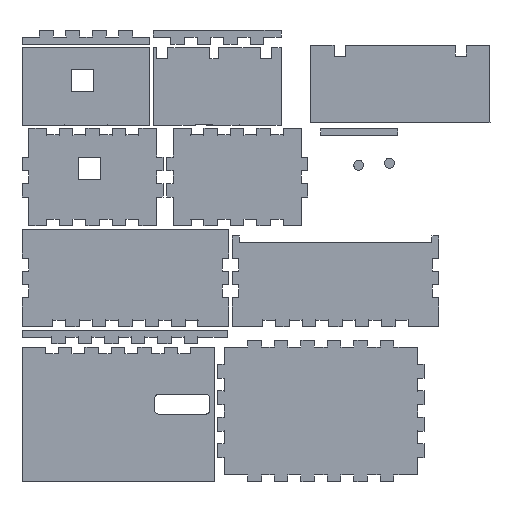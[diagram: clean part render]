
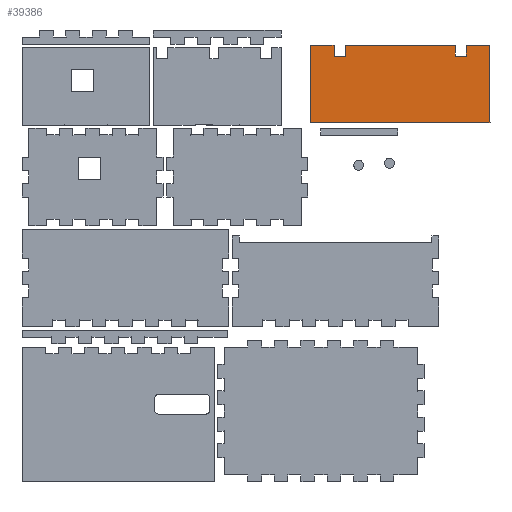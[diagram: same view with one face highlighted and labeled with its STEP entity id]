
A CAD part, top view. The second image highlights one B-rep face of the part: STEP entity #39386.
In plain terms, the highlighted planar face has unit normal (0, 0, 1).
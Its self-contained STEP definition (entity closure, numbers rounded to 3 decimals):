
#1840=FACE_OUTER_BOUND('',#3767,.T.);
#3767=EDGE_LOOP('',(#34846,#34847,#34848,#34849,#34850,#34851,#34852,#34853,
#34854,#34855,#34856,#34857));
#9132=LINE('',#61182,#14793);
#9135=LINE('',#61188,#14796);
#9138=LINE('',#61194,#14799);
#9141=LINE('',#61200,#14802);
#9144=LINE('',#61206,#14805);
#9147=LINE('',#61212,#14808);
#9150=LINE('',#61218,#14811);
#9153=LINE('',#61224,#14814);
#9156=LINE('',#61230,#14817);
#9159=LINE('',#61236,#14820);
#9162=LINE('',#61242,#14823);
#9165=LINE('',#61246,#14826);
#14793=VECTOR('',#50254,10.);
#14796=VECTOR('',#50259,10.);
#14799=VECTOR('',#50264,10.);
#14802=VECTOR('',#50269,10.);
#14805=VECTOR('',#50274,10.);
#14808=VECTOR('',#50279,10.);
#14811=VECTOR('',#50284,10.);
#14814=VECTOR('',#50289,10.);
#14817=VECTOR('',#50294,10.);
#14820=VECTOR('',#50299,10.);
#14823=VECTOR('',#50304,10.);
#14826=VECTOR('',#50309,10.);
#18405=VERTEX_POINT('',#61179);
#18406=VERTEX_POINT('',#61181);
#18408=VERTEX_POINT('',#61187);
#18410=VERTEX_POINT('',#61193);
#18412=VERTEX_POINT('',#61199);
#18414=VERTEX_POINT('',#61205);
#18416=VERTEX_POINT('',#61211);
#18418=VERTEX_POINT('',#61217);
#18420=VERTEX_POINT('',#61223);
#18422=VERTEX_POINT('',#61229);
#18424=VERTEX_POINT('',#61235);
#18426=VERTEX_POINT('',#61241);
#23904=EDGE_CURVE('',#18406,#18405,#9132,.T.);
#23907=EDGE_CURVE('',#18408,#18406,#9135,.T.);
#23910=EDGE_CURVE('',#18410,#18408,#9138,.T.);
#23913=EDGE_CURVE('',#18412,#18410,#9141,.T.);
#23916=EDGE_CURVE('',#18414,#18412,#9144,.T.);
#23919=EDGE_CURVE('',#18416,#18414,#9147,.T.);
#23922=EDGE_CURVE('',#18418,#18416,#9150,.T.);
#23925=EDGE_CURVE('',#18420,#18418,#9153,.T.);
#23928=EDGE_CURVE('',#18422,#18420,#9156,.T.);
#23931=EDGE_CURVE('',#18424,#18422,#9159,.T.);
#23934=EDGE_CURVE('',#18426,#18424,#9162,.T.);
#23937=EDGE_CURVE('',#18405,#18426,#9165,.T.);
#34846=ORIENTED_EDGE('',*,*,#23937,.T.);
#34847=ORIENTED_EDGE('',*,*,#23934,.T.);
#34848=ORIENTED_EDGE('',*,*,#23931,.T.);
#34849=ORIENTED_EDGE('',*,*,#23928,.T.);
#34850=ORIENTED_EDGE('',*,*,#23925,.T.);
#34851=ORIENTED_EDGE('',*,*,#23922,.T.);
#34852=ORIENTED_EDGE('',*,*,#23919,.T.);
#34853=ORIENTED_EDGE('',*,*,#23916,.T.);
#34854=ORIENTED_EDGE('',*,*,#23913,.T.);
#34855=ORIENTED_EDGE('',*,*,#23910,.T.);
#34856=ORIENTED_EDGE('',*,*,#23907,.T.);
#34857=ORIENTED_EDGE('',*,*,#23904,.T.);
#37467=PLANE('',#41343);
#39386=ADVANCED_FACE('',(#1840),#37467,.T.);
#41343=AXIS2_PLACEMENT_3D('',#61247,#50310,#50311);
#50254=DIRECTION('',(-1.,0.,0.));
#50259=DIRECTION('',(0.,1.,0.));
#50264=DIRECTION('',(1.,0.,0.));
#50269=DIRECTION('',(0.,-1.,0.));
#50274=DIRECTION('',(-1.,0.,0.));
#50279=DIRECTION('',(0.,1.,0.));
#50284=DIRECTION('',(-1.,0.,0.));
#50289=DIRECTION('',(0.,-1.,0.));
#50294=DIRECTION('',(-1.,0.,0.));
#50299=DIRECTION('',(0.,1.,0.));
#50304=DIRECTION('',(-1.,0.,0.));
#50309=DIRECTION('',(0.,-1.,0.));
#50310=DIRECTION('center_axis',(0.,0.,1.));
#50311=DIRECTION('ref_axis',(1.,0.,0.));
#61179=CARTESIAN_POINT('',(330.739,316.604,3.));
#61181=CARTESIAN_POINT('',(341.418,316.6,3.));
#61182=CARTESIAN_POINT('',(259.989,316.629,3.));
#61187=CARTESIAN_POINT('',(341.418,281.429,3.));
#61188=CARTESIAN_POINT('',(341.418,316.6,3.));
#61193=CARTESIAN_POINT('',(259.989,281.429,3.));
#61194=CARTESIAN_POINT('',(341.418,281.429,3.));
#61199=CARTESIAN_POINT('',(259.989,316.629,3.));
#61200=CARTESIAN_POINT('',(259.989,281.429,3.));
#61205=CARTESIAN_POINT('',(270.739,316.625,3.));
#61206=CARTESIAN_POINT('',(259.989,316.629,3.));
#61211=CARTESIAN_POINT('',(270.739,311.629,3.));
#61212=CARTESIAN_POINT('',(270.739,316.629,3.));
#61217=CARTESIAN_POINT('',(275.739,311.629,3.));
#61218=CARTESIAN_POINT('',(270.739,311.629,3.));
#61223=CARTESIAN_POINT('',(275.739,316.624,3.));
#61224=CARTESIAN_POINT('',(275.739,311.629,3.));
#61229=CARTESIAN_POINT('',(325.739,316.606,3.));
#61230=CARTESIAN_POINT('',(259.989,316.629,3.));
#61235=CARTESIAN_POINT('',(325.739,311.629,3.));
#61236=CARTESIAN_POINT('',(325.739,311.629,3.));
#61241=CARTESIAN_POINT('',(330.739,311.629,3.));
#61242=CARTESIAN_POINT('',(330.739,311.629,3.));
#61246=CARTESIAN_POINT('',(330.739,316.629,3.));
#61247=CARTESIAN_POINT('Origin',(300.704,299.029,3.));
